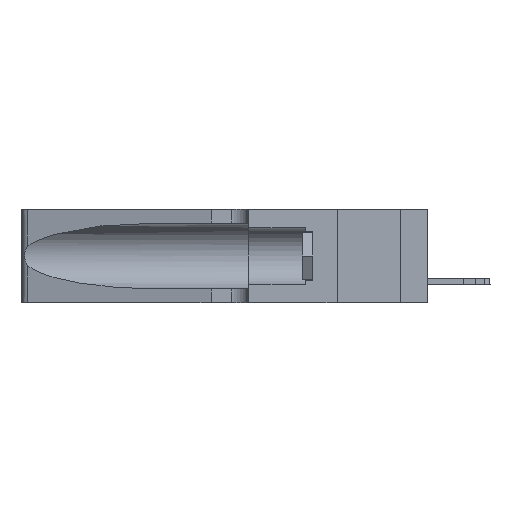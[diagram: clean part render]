
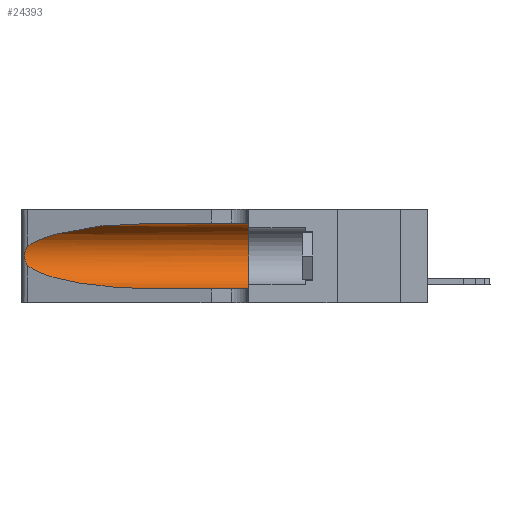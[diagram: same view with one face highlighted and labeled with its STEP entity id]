
A CAD part, left-side view. The second image highlights one B-rep face of the part: STEP entity #24393.
In plain terms, the highlighted cylindrical face has radius 3.308 mm (diameter 6.617 mm), a partial arc.
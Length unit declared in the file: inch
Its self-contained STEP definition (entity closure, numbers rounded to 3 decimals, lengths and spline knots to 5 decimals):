
#243 = CARTESIAN_POINT ( 'NONE',  ( 0.25787, 1.23484, 0.2124 ) ) ;
#301 = ORIENTED_EDGE ( 'NONE', *, *, #3496, .T. ) ;
#562 = DIRECTION ( 'NONE',  ( 0., -1., 0. ) ) ;
#633 = CARTESIAN_POINT ( 'NONE',  ( 0.1305, 0.35, 0.31525 ) ) ;
#737 = CARTESIAN_POINT ( 'NONE',  ( 0.1305, 0.72297, 0.05475 ) ) ;
#1386 = EDGE_CURVE ( 'NONE', #28263, #10493, #6480, .T. ) ;
#1393 = VERTEX_POINT ( 'NONE', #633 ) ;
#1424 = CARTESIAN_POINT ( 'NONE',  ( 0.1305, 0.35, 0.185 ) ) ;
#2265 = CARTESIAN_POINT ( 'NONE',  ( 0.25639, 1.23186, 0.15144 ) ) ;
#2367 = CARTESIAN_POINT ( 'NONE',  ( 0.26075, 1.23896, 0.178 ) ) ;
#2520 = CARTESIAN_POINT ( 'NONE',  ( 0.1305, 0.35, 0.05475 ) ) ;
#2829 = CARTESIAN_POINT ( 'NONE',  ( 0.25487, 1.22718, 0.22369 ) ) ;
#2867 = ORIENTED_EDGE ( 'NONE', *, *, #16824, .T. ) ;
#3196 = ORIENTED_EDGE ( 'NONE', *, *, #27787, .F. ) ;
#3496 = EDGE_CURVE ( 'NONE', #25019, #24108, #7593, .T. ) ;
#3654 = DIRECTION ( 'NONE',  ( 0., 0., 1. ) ) ;
#4232 = CARTESIAN_POINT ( 'NONE',  ( 0.25487, 1.22718, 0.14631 ) ) ;
#4630 = CARTESIAN_POINT ( 'NONE',  ( 0.26017, 1.23833, 0.17102 ) ) ;
#5023 = CARTESIAN_POINT ( 'NONE',  ( 0.25854, 1.2359, 0.20912 ) ) ;
#5257 = EDGE_LOOP ( 'NONE', ( #2867, #7181, #19477, #301, #3196, #15421 ) ) ;
#5667 = CARTESIAN_POINT ( 'NONE',  ( 0.25487, 1.22718, 0.22369 ) ) ;
#6352 = CARTESIAN_POINT ( 'NONE',  ( 0.1305, 1.61858, 0.05475 ) ) ;
#6480 = B_SPLINE_CURVE_WITH_KNOTS ( 'NONE', 3,
 ( #14255, #16470, #18887, #243, #5023, #11545, #16280, #2367, #4630, #26290, #16180, #2265, #6990, #25506 ),
 .UNSPECIFIED., .F., .F.,
 ( 4, 2, 2, 2, 2, 2, 4 ),
 ( 0., 0.00027, 0.00053, 0.00107, 0.0016, 0.00187, 0.00214 ),
 .UNSPECIFIED. ) ;
#6990 = CARTESIAN_POINT ( 'NONE',  ( 0.25555, 1.22993, 0.14849 ) ) ;
#7181 = ORIENTED_EDGE ( 'NONE', *, *, #1386, .T. ) ;
#7593 = LINE ( 'NONE', #6352, #21366 ) ;
#7762 = CARTESIAN_POINT ( 'NONE',  ( 0.1305, 0.72297, 0.31525 ) ) ;
#8487 = CARTESIAN_POINT ( 'NONE',  ( 0.1305, 0.72297, 0.05475 ) ) ;
#9226 = CARTESIAN_POINT ( 'NONE',  ( 0.25487, 1.22718, 0.14631 ) ) ;
#10234 = CARTESIAN_POINT ( 'NONE',  ( 0.2373, 1.15595, 0.28018 ) ) ;
#10493 = VERTEX_POINT ( 'NONE', #9226 ) ;
#10694 = AXIS2_PLACEMENT_3D ( 'NONE', #29347, #27274, #29569 ) ;
#11545 = CARTESIAN_POINT ( 'NONE',  ( 0.26018, 1.23835, 0.19895 ) ) ;
#11871 =( BOUNDED_CURVE ( )  B_SPLINE_CURVE ( 3, ( #4232, #13686, #23302, #737 ),
 .UNSPECIFIED., .F., .F. ) 
 B_SPLINE_CURVE_WITH_KNOTS ( ( 4, 4 ),
 ( 3.44316, 4.71239 ),
 .UNSPECIFIED. ) 
 CURVE ( )  GEOMETRIC_REPRESENTATION_ITEM ( )  RATIONAL_B_SPLINE_CURVE ( ( 1., 0.87, 0.87, 1. ) ) 
 REPRESENTATION_ITEM ( '' )  );
#12015 = EDGE_CURVE ( 'NONE', #10493, #25019, #11871, .T. ) ;
#12172 = CARTESIAN_POINT ( 'NONE',  ( 0.1305, 1.61858, 0.31525 ) ) ;
#12925 = VERTEX_POINT ( 'NONE', #7762 ) ;
#13391 = EDGE_CURVE ( 'NONE', #12925, #1393, #17636, .T. ) ;
#13686 = CARTESIAN_POINT ( 'NONE',  ( 0.2373, 1.15595, 0.08982 ) ) ;
#14255 = CARTESIAN_POINT ( 'NONE',  ( 0.25487, 1.22718, 0.22369 ) ) ;
#15421 = ORIENTED_EDGE ( 'NONE', *, *, #13391, .F. ) ;
#15661 = DIRECTION ( 'NONE',  ( 0., -1., 0. ) ) ;
#16180 = CARTESIAN_POINT ( 'NONE',  ( 0.25789, 1.23486, 0.15765 ) ) ;
#16280 = CARTESIAN_POINT ( 'NONE',  ( 0.26075, 1.23896, 0.19203 ) ) ;
#16470 = CARTESIAN_POINT ( 'NONE',  ( 0.25555, 1.22994, 0.2215 ) ) ;
#16824 = EDGE_CURVE ( 'NONE', #12925, #28263, #17226, .T. ) ;
#17226 =( BOUNDED_CURVE ( )  B_SPLINE_CURVE ( 3, ( #24125, #24331, #10234, #5667 ),
 .UNSPECIFIED., .F., .T. ) 
 B_SPLINE_CURVE_WITH_KNOTS ( ( 4, 4 ),
 ( 1.5708, 2.84003 ),
 .UNSPECIFIED. ) 
 CURVE ( )  GEOMETRIC_REPRESENTATION_ITEM ( )  RATIONAL_B_SPLINE_CURVE ( ( 1., 0.87, 0.87, 1. ) ) 
 REPRESENTATION_ITEM ( '' )  );
#17636 = LINE ( 'NONE', #12172, #23456 ) ;
#18887 = CARTESIAN_POINT ( 'NONE',  ( 0.25639, 1.23184, 0.21858 ) ) ;
#19477 = ORIENTED_EDGE ( 'NONE', *, *, #12015, .T. ) ;
#21366 = VECTOR ( 'NONE', #15661, 39.37008 ) ;
#23302 = CARTESIAN_POINT ( 'NONE',  ( 0.18966, 0.96281, 0.05475 ) ) ;
#23456 = VECTOR ( 'NONE', #562, 39.37008 ) ;
#24108 = VERTEX_POINT ( 'NONE', #2520 ) ;
#24125 = CARTESIAN_POINT ( 'NONE',  ( 0.1305, 0.72297, 0.31525 ) ) ;
#24331 = CARTESIAN_POINT ( 'NONE',  ( 0.18966, 0.96281, 0.31525 ) ) ;
#24393 = ADVANCED_FACE ( 'NONE', ( #26806 ), #28301, .F. ) ;
#25019 = VERTEX_POINT ( 'NONE', #8487 ) ;
#25506 = CARTESIAN_POINT ( 'NONE',  ( 0.25487, 1.22718, 0.14631 ) ) ;
#26290 = CARTESIAN_POINT ( 'NONE',  ( 0.25856, 1.23593, 0.16098 ) ) ;
#26511 = AXIS2_PLACEMENT_3D ( 'NONE', #1424, #27214, #3654 ) ;
#26806 = FACE_OUTER_BOUND ( 'NONE', #5257, .T. ) ;
#27214 = DIRECTION ( 'NONE',  ( 0., 1., 0. ) ) ;
#27274 = DIRECTION ( 'NONE',  ( 0., -1., 0. ) ) ;
#27787 = EDGE_CURVE ( 'NONE', #1393, #24108, #29603, .T. ) ;
#28263 = VERTEX_POINT ( 'NONE', #2829 ) ;
#28301 = CYLINDRICAL_SURFACE ( 'NONE', #10694, 0.13025 ) ;
#29347 = CARTESIAN_POINT ( 'NONE',  ( 0.1305, 1.61858, 0.185 ) ) ;
#29569 = DIRECTION ( 'NONE',  ( 0., 0., -1. ) ) ;
#29603 = CIRCLE ( 'NONE', #26511, 0.13025 ) ;
